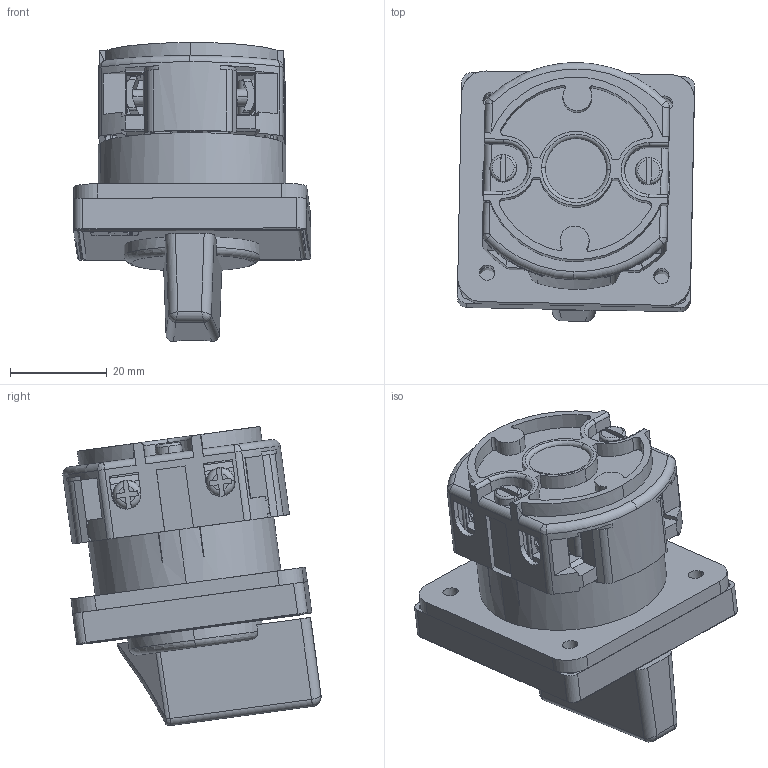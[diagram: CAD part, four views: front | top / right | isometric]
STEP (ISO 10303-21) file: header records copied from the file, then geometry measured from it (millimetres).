
FILE_DESCRIPTION((''),'2;1');
FILE_NAME('FHD_ASM','2021-10-01T',('marketing.praksa'),('Audax d.o.o.'),'CREO PARAMETRIC BY PTC INC, 2017480','CREO PARAMETRIC BY PTC INC, 2017480','');
FILE_SCHEMA(('AUTOMOTIVE_DESIGN { 1 0 10303 214 1 1 1 1 }'));
Products named in the file (27): BELI-POKROV-BREZ-LOGO_1_1; PRT9563_1_1_2_3_4_5_6_1; PRT9563_1_1_2_3_4_5_6_2; PRT9563_1_1_2_3_4_5_6_3; PRT9563_1_1_2_3_4_5_6_ASM; SWITCH-PRT_1_1_1_1_1_1; CRN-OKVIR_1_1; FRONT_ASM_1_1_ASM; SREDINA_1_1_2_1; SREDINA_1_1_2_2; SREDINA_1_1_2_3; SREDINA_1_1_2_ASM; VIJAKA-SPODNJA-2X_1_1_1_1; VIJAKA-SPODNJA-2X_1_2_1_1; VIJAKA-SPODNJA-2X_1_ASM_1_1_ASM; PRT9564_1_1_1_1_2_3_4; PRT9564_1_2_1_1_2; PRT9564_1_ASM_1_1_2_ASM; VIJAK1_ASM_1_ASM_1_1_ASM; E_1_1_1_1_1_1_2_1_1_2; BAK_ASM_1_ASM_1_1_ASM; AA_ASM_1_1_ASM; PRT9558_1_1_1_1_1_1_2_1_1_2; COPPER-SP-HAL_ASM_1_ASM_1_1_ASM; SP-NEW_1_1_1_1; 2P-BOTTOM_ASM_1_1_ASM; FHD_ASM
Assembly tree (31 placements, depth 5):
  FHD_ASM
    FRONT_ASM_1_1_ASM
      BELI-POKROV-BREZ-LOGO_1_1
      PRT9563_1_1_2_3_4_5_6_ASM
        PRT9563_1_1_2_3_4_5_6_1
        PRT9563_1_1_2_3_4_5_6_2
        PRT9563_1_1_2_3_4_5_6_3
      SWITCH-PRT_1_1_1_1_1_1
      CRN-OKVIR_1_1
    SREDINA_1_1_2_ASM
      SREDINA_1_1_2_1
      SREDINA_1_1_2_2
      SREDINA_1_1_2_3
    2P-BOTTOM_ASM_1_1_ASM
      VIJAKA-SPODNJA-2X_1_ASM_1_1_ASM
        VIJAKA-SPODNJA-2X_1_1_1_1
        VIJAKA-SPODNJA-2X_1_2_1_1
      VIJAK1_ASM_1_ASM_1_1_ASM  x2
        PRT9564_1_ASM_1_1_2_ASM
          PRT9564_1_1_1_1_2_3_4
          PRT9564_1_2_1_1_2
      AA_ASM_1_1_ASM  x2
        BAK_ASM_1_ASM_1_1_ASM
          E_1_1_1_1_1_1_2_1_1_2
      COPPER-SP-HAL_ASM_1_ASM_1_1_ASM  x2
        PRT9558_1_1_1_1_1_1_2_1_1_2
      SP-NEW_1_1_1_1
Bounding box: 49.01 x 53.4 x 61.81 mm (x, y, z)
Volume: 50180 mm3; surface area: 40924.1 mm2
Topology: 24 solids, 24 shells, 1586 faces, 4657 edges, 3086 vertices
Faces by surface type: plane 957, cylinder 507, torus 62, bspline 28, cone 22, sphere 10
Entity records: 72916 total; most frequent: CARTESIAN_POINT 11715, ORIENTED_EDGE 8504, DIRECTION 8315, PRESENTATION_STYLE_ASSIGNMENT 5293, STYLED_ITEM 5293, CURVE_STYLE 4252, EDGE_CURVE 4252, VERTEX_POINT 2816
